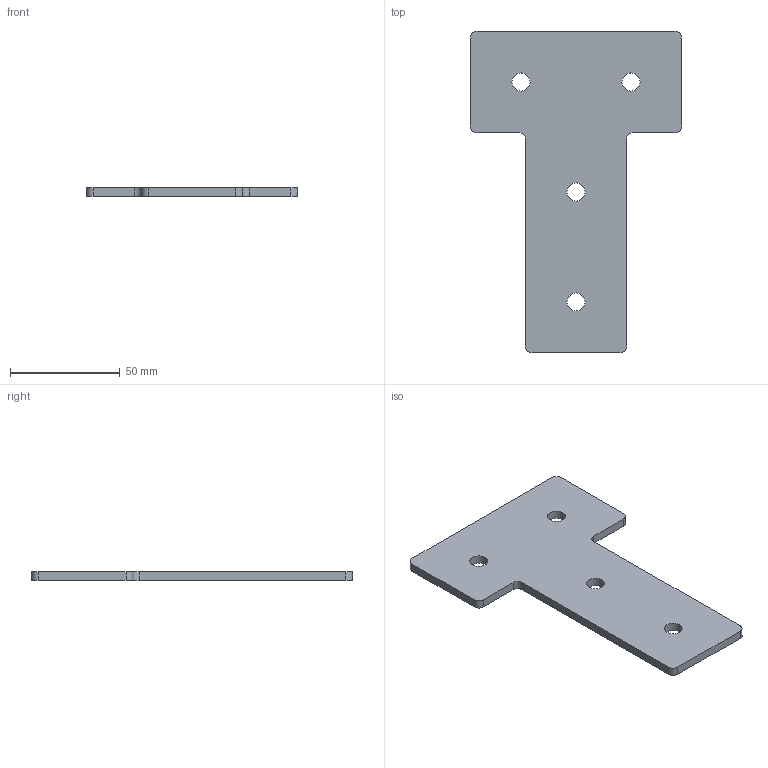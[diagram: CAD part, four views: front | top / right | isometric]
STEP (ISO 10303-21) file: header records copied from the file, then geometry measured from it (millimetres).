
FILE_DESCRIPTION (( 'STEP AP214' ), '1' );
FILE_NAME ('Ñáîðêà5.STEP', '2023-11-28T14:25:47', ( '' ), ( '' ), 'SwSTEP 2.0', 'SolidWorks 2022', '' );
FILE_SCHEMA (( 'AUTOMOTIVE_DESIGN' ));
Length unit declared in the file: millimetre
Products named in the file (2): Сборка5; A68 Т-соединитель 100x150B, паз 10 SNSS.50.051_00
Assembly tree (1 placements, depth 2):
  Сборка5
    A68 Т-соединитель 100x150B, паз 10 SNSS.50.051_00
Bounding box: 96 x 146 x 4 mm (x, y, z)
Volume: 35188.1 mm3; surface area: 19901 mm2
Topology: 1 solids, 1 shells, 26 faces, 72 edges, 48 vertices
Faces by surface type: cylinder 16, plane 10
Entity records: 930 total; most frequent: DIRECTION 164, CARTESIAN_POINT 150, ORIENTED_EDGE 144, EDGE_CURVE 72, AXIS2_PLACEMENT_3D 62, VERTEX_POINT 48, VECTOR 40, LINE 40
